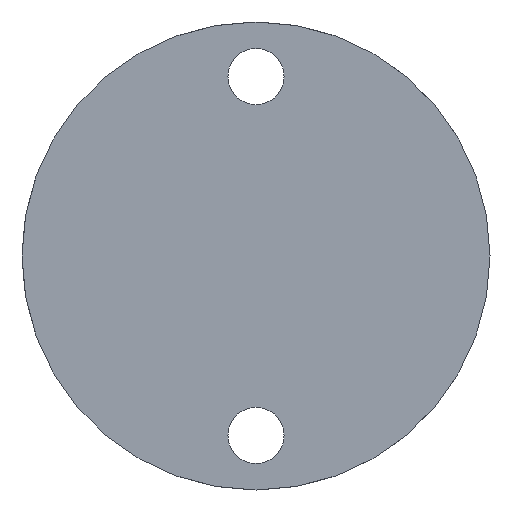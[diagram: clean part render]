
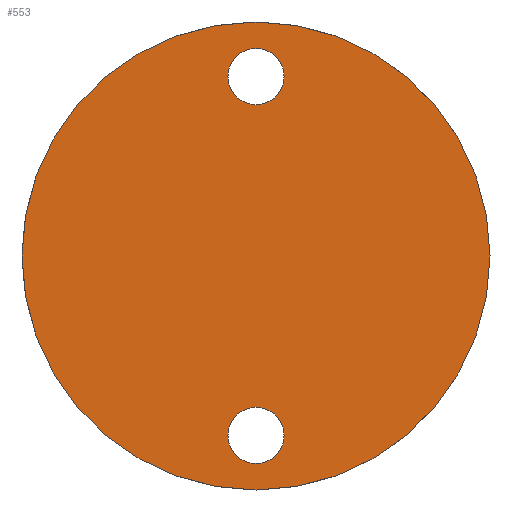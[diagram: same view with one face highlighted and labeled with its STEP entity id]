
A CAD part, front view. The second image highlights one B-rep face of the part: STEP entity #553.
In plain terms, the highlighted planar face has unit normal (0, -1, 0).
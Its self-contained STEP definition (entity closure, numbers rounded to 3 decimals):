
#11 = DIRECTION ( 'NONE',  ( 0., 1., 0. ) ) ;
#71 = EDGE_LOOP ( 'NONE', ( #1202, #1363 ) ) ;
#75 = VERTEX_POINT ( 'NONE', #1249 ) ;
#107 = CIRCLE ( 'NONE', #1323, 1.8 ) ;
#146 = VERTEX_POINT ( 'NONE', #299 ) ;
#150 = CARTESIAN_POINT ( 'NONE',  ( 0., 0., 15. ) ) ;
#151 = EDGE_LOOP ( 'NONE', ( #1396, #719 ) ) ;
#155 = CIRCLE ( 'NONE', #1191, 1.8 ) ;
#192 = DIRECTION ( 'NONE',  ( 0., 0., 1. ) ) ;
#213 = VERTEX_POINT ( 'NONE', #287 ) ;
#227 = EDGE_CURVE ( 'NONE', #213, #601, #501, .T. ) ;
#240 = PLANE ( 'NONE',  #836 ) ;
#247 = DIRECTION ( 'NONE',  ( 0., 1., 0. ) ) ;
#264 = AXIS2_PLACEMENT_3D ( 'NONE', #1428, #1173, #192 ) ;
#275 = EDGE_CURVE ( 'NONE', #853, #487, #1381, .T. ) ;
#287 = CARTESIAN_POINT ( 'NONE',  ( 0., 0., -15. ) ) ;
#299 = CARTESIAN_POINT ( 'NONE',  ( 0., 0., -13.3 ) ) ;
#315 = ORIENTED_EDGE ( 'NONE', *, *, #275, .T. ) ;
#387 = CIRCLE ( 'NONE', #1133, 1.8 ) ;
#428 = EDGE_LOOP ( 'NONE', ( #1408, #315 ) ) ;
#450 = DIRECTION ( 'NONE',  ( 0., 0., 1. ) ) ;
#453 = DIRECTION ( 'NONE',  ( 0., 0., 1. ) ) ;
#487 = VERTEX_POINT ( 'NONE', #631 ) ;
#501 = CIRCLE ( 'NONE', #264, 15. ) ;
#553 = ADVANCED_FACE ( 'NONE', ( #991, #1398, #1320 ), #240, .F. ) ;
#559 = CIRCLE ( 'NONE', #1436, 15. ) ;
#565 = CARTESIAN_POINT ( 'NONE',  ( 0., 0., -11.5 ) ) ;
#601 = VERTEX_POINT ( 'NONE', #150 ) ;
#631 = CARTESIAN_POINT ( 'NONE',  ( 0., 0., 13.3 ) ) ;
#719 = ORIENTED_EDGE ( 'NONE', *, *, #227, .F. ) ;
#741 = CARTESIAN_POINT ( 'NONE',  ( 0., 0., 0. ) ) ;
#774 = CARTESIAN_POINT ( 'NONE',  ( 0., 0., -11.5 ) ) ;
#836 = AXIS2_PLACEMENT_3D ( 'NONE', #1105, #11, #976 ) ;
#853 = VERTEX_POINT ( 'NONE', #1434 ) ;
#857 = EDGE_CURVE ( 'NONE', #487, #853, #387, .T. ) ;
#875 = DIRECTION ( 'NONE',  ( 0., 0., 1. ) ) ;
#887 = EDGE_CURVE ( 'NONE', #75, #146, #107, .T. ) ;
#943 = DIRECTION ( 'NONE',  ( 0., -1., 0. ) ) ;
#976 = DIRECTION ( 'NONE',  ( 0., 0., 1. ) ) ;
#991 = FACE_OUTER_BOUND ( 'NONE', #151, .T. ) ;
#1099 = EDGE_CURVE ( 'NONE', #601, #213, #559, .T. ) ;
#1105 = CARTESIAN_POINT ( 'NONE',  ( 0., 0., 0. ) ) ;
#1133 = AXIS2_PLACEMENT_3D ( 'NONE', #1175, #1563, #453 ) ;
#1139 = DIRECTION ( 'NONE',  ( 0., 0., -1. ) ) ;
#1173 = DIRECTION ( 'NONE',  ( 0., 1., 0. ) ) ;
#1175 = CARTESIAN_POINT ( 'NONE',  ( 0., 0., 11.5 ) ) ;
#1176 = CARTESIAN_POINT ( 'NONE',  ( 0., 0., 11.5 ) ) ;
#1186 = EDGE_CURVE ( 'NONE', #146, #75, #155, .T. ) ;
#1191 = AXIS2_PLACEMENT_3D ( 'NONE', #774, #1263, #1139 ) ;
#1202 = ORIENTED_EDGE ( 'NONE', *, *, #887, .F. ) ;
#1249 = CARTESIAN_POINT ( 'NONE',  ( 0., 0., -9.7 ) ) ;
#1263 = DIRECTION ( 'NONE',  ( 0., -1., 0. ) ) ;
#1320 = FACE_BOUND ( 'NONE', #71, .T. ) ;
#1323 = AXIS2_PLACEMENT_3D ( 'NONE', #565, #943, #1570 ) ;
#1363 = ORIENTED_EDGE ( 'NONE', *, *, #1186, .F. ) ;
#1376 = AXIS2_PLACEMENT_3D ( 'NONE', #1176, #1437, #450 ) ;
#1381 = CIRCLE ( 'NONE', #1376, 1.8 ) ;
#1396 = ORIENTED_EDGE ( 'NONE', *, *, #1099, .F. ) ;
#1398 = FACE_BOUND ( 'NONE', #428, .T. ) ;
#1408 = ORIENTED_EDGE ( 'NONE', *, *, #857, .T. ) ;
#1428 = CARTESIAN_POINT ( 'NONE',  ( 0., 0., 0. ) ) ;
#1434 = CARTESIAN_POINT ( 'NONE',  ( 0., 0., 9.7 ) ) ;
#1436 = AXIS2_PLACEMENT_3D ( 'NONE', #741, #247, #875 ) ;
#1437 = DIRECTION ( 'NONE',  ( 0., 1., 0. ) ) ;
#1563 = DIRECTION ( 'NONE',  ( 0., 1., 0. ) ) ;
#1570 = DIRECTION ( 'NONE',  ( 0., 0., -1. ) ) ;
